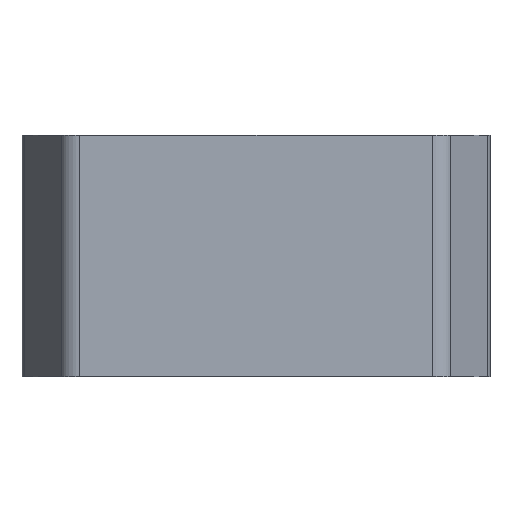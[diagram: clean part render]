
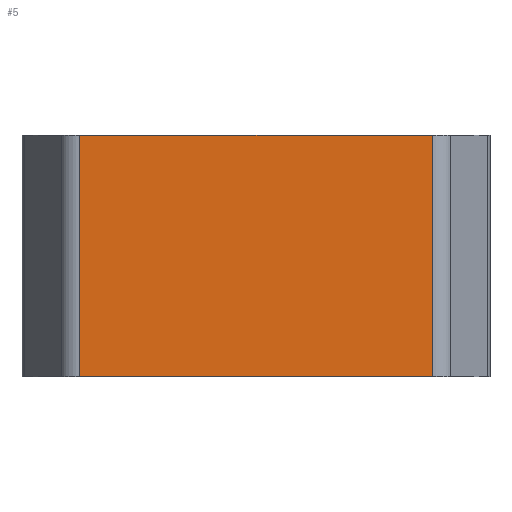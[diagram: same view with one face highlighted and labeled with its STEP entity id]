
A CAD part, top view. The second image highlights one B-rep face of the part: STEP entity #5.
In plain terms, the highlighted planar face has unit normal (0, 0, 1).
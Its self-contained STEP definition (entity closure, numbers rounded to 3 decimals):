
#5 = ADVANCED_FACE ( 'NONE', ( #476 ), #367, .F. ) ;
#18 = CARTESIAN_POINT ( 'NONE',  ( 50.577, 35., 4. ) ) ;
#78 = CARTESIAN_POINT ( 'NONE',  ( -0.577, 35., 4. ) ) ;
#86 = VECTOR ( 'NONE', #526, 1000. ) ;
#115 = AXIS2_PLACEMENT_3D ( 'NONE', #423, #552, #187 ) ;
#147 = CARTESIAN_POINT ( 'NONE',  ( 0., 0., 4. ) ) ;
#187 = DIRECTION ( 'NONE',  ( -1., 0., 0. ) ) ;
#216 = VECTOR ( 'NONE', #657, 1000. ) ;
#301 = CARTESIAN_POINT ( 'NONE',  ( 0., 35., 4. ) ) ;
#309 = EDGE_LOOP ( 'NONE', ( #343, #704, #452, #810 ) ) ;
#310 = EDGE_CURVE ( 'NONE', #719, #792, #338, .T. ) ;
#326 = LINE ( 'NONE', #78, #402 ) ;
#334 = DIRECTION ( 'NONE',  ( 0., -1., 0. ) ) ;
#338 = LINE ( 'NONE', #147, #86 ) ;
#339 = CARTESIAN_POINT ( 'NONE',  ( 50.577, 35., 4. ) ) ;
#343 = ORIENTED_EDGE ( 'NONE', *, *, #467, .F. ) ;
#352 = CARTESIAN_POINT ( 'NONE',  ( -0.577, 35., 4. ) ) ;
#355 = VECTOR ( 'NONE', #401, 1000. ) ;
#367 = PLANE ( 'NONE',  #115 ) ;
#369 = VERTEX_POINT ( 'NONE', #18 ) ;
#401 = DIRECTION ( 'NONE',  ( 0., 1., 0. ) ) ;
#402 = VECTOR ( 'NONE', #334, 1000. ) ;
#409 = CARTESIAN_POINT ( 'NONE',  ( -0.577, 0., 4. ) ) ;
#423 = CARTESIAN_POINT ( 'NONE',  ( 0., 35., 4. ) ) ;
#425 = LINE ( 'NONE', #301, #216 ) ;
#452 = ORIENTED_EDGE ( 'NONE', *, *, #310, .T. ) ;
#467 = EDGE_CURVE ( 'NONE', #801, #369, #425, .T. ) ;
#476 = FACE_OUTER_BOUND ( 'NONE', #309, .T. ) ;
#526 = DIRECTION ( 'NONE',  ( 1., 0., 0. ) ) ;
#542 = EDGE_CURVE ( 'NONE', #801, #719, #326, .T. ) ;
#552 = DIRECTION ( 'NONE',  ( 0., 0., -1. ) ) ;
#642 = LINE ( 'NONE', #339, #355 ) ;
#657 = DIRECTION ( 'NONE',  ( 1., 0., 0. ) ) ;
#704 = ORIENTED_EDGE ( 'NONE', *, *, #542, .T. ) ;
#712 = CARTESIAN_POINT ( 'NONE',  ( 50.577, 0., 4. ) ) ;
#719 = VERTEX_POINT ( 'NONE', #409 ) ;
#792 = VERTEX_POINT ( 'NONE', #712 ) ;
#801 = VERTEX_POINT ( 'NONE', #352 ) ;
#807 = EDGE_CURVE ( 'NONE', #792, #369, #642, .T. ) ;
#810 = ORIENTED_EDGE ( 'NONE', *, *, #807, .T. ) ;
